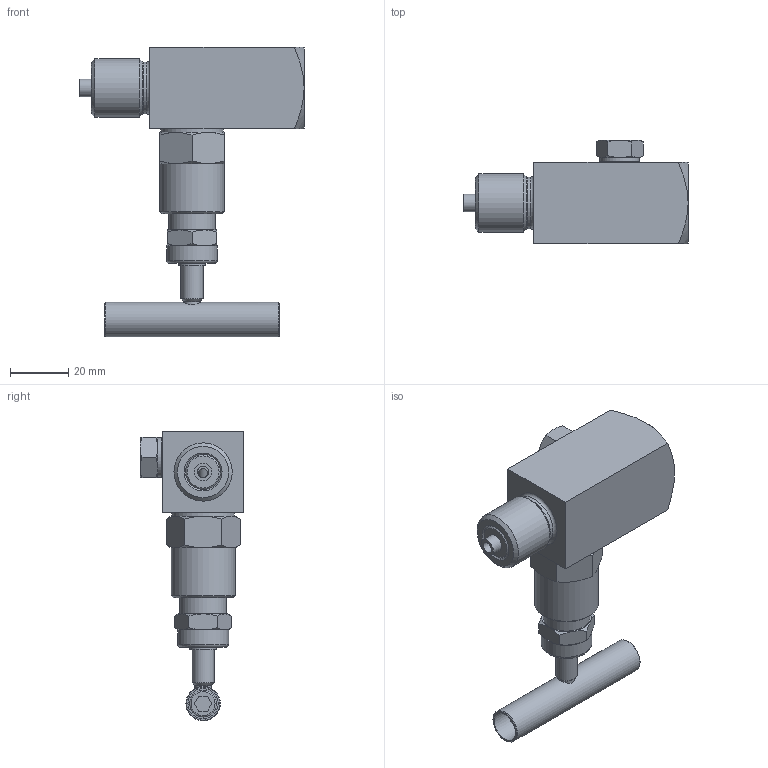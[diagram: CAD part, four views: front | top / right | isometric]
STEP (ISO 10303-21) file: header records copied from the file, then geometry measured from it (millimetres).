
FILE_DESCRIPTION(('STEP AP203'), '1');
FILE_NAME('岭铌 忮眚咫 113.stp', '2019-05-24T12:19:56', ('UNSPECIFIED'), ('UNSPECIFIED'), 'ASCON STEP Converter 1.0', 'Kompas 3D', '');
FILE_SCHEMA(('CONFIG_CONTROL_DESIGN'));
Length unit declared in the file: millimetre
Products named in the file (13): 1; 2; 3; 4; 5; 6; 7; 8; 9; 10; 11; 12; 13
Assembly tree (12 placements, depth 3):
  1
    2
    3
      4
      5
      6
      7
      8
      9
      10
      11
    12
    13
Bounding box: 77 x 35.6 x 99.4 mm (x, y, z)
Volume: 64854.5 mm3; surface area: 27277 mm2
Topology: 11 solids, 11 shells, 223 faces, 430 edges, 256 vertices
Faces by surface type: plane 82, cone 71, cylinder 54, torus 16
Full cylindrical faces by diameter (mm): 3 x3, 4 x1, 4.3 x1, 5 x2, 5.8 x1, 6 x4, 7.6 x1, 7.8 x1, 8 x2, 8.5 x3, 8.9 x1, 9 x2, 9.2 x1, 9.4 x1, 10 x2, 10.4 x1, 10.5 x1, 11.8 x1, 13.6 x1, 13.9 x1, 14 x1, 14.4 x1, 14.5 x2, 14.9 x1, 15 x1, 15.8 x1, 16 x1, 16.376 x1, 16.7 x1, 17.5 x1
Entity records: 9505 total; most frequent: CARTESIAN_POINT 3561, DIRECTION 1008, ORIENTED_EDGE 860, AXIS2_PLACEMENT_3D 437, EDGE_CURVE 430, EDGE_LOOP 270, VERTEX_POINT 256, ADVANCED_FACE 223
